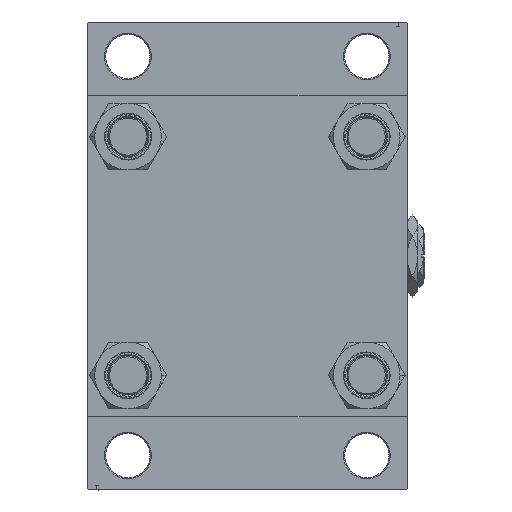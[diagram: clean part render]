
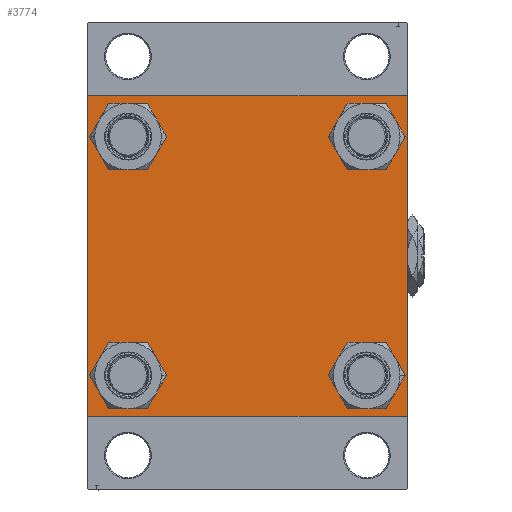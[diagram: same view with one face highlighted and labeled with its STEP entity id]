
A CAD part, left-side view. The second image highlights one B-rep face of the part: STEP entity #3774.
In plain terms, the highlighted planar face has unit normal (-1, 0, 0).
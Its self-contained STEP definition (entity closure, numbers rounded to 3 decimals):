
#659 = LINE ( 'NONE', #11746, #21126 ) ;
#721 = ORIENTED_EDGE ( 'NONE', *, *, #16050, .T. ) ;
#1072 = VERTEX_POINT ( 'NONE', #14423 ) ;
#1225 = CARTESIAN_POINT ( 'NONE',  ( 0., -48.45, -39.95 ) ) ;
#1289 = DIRECTION ( 'NONE',  ( 1., 0., 0. ) ) ;
#2435 = CARTESIAN_POINT ( 'NONE',  ( 0., 65., -64.5 ) ) ;
#2827 = AXIS2_PLACEMENT_3D ( 'NONE', #31746, #1289, #32492 ) ;
#3297 = ORIENTED_EDGE ( 'NONE', *, *, #10884, .T. ) ;
#3774 = ADVANCED_FACE ( 'NONE', ( #44988, #18032, #44735, #26071, #25822 ), #37918, .T. ) ;
#4054 = EDGE_CURVE ( 'NONE', #5720, #19988, #21500, .T. ) ;
#4475 = DIRECTION ( 'NONE',  ( 0., 0., 1. ) ) ;
#5256 = CARTESIAN_POINT ( 'NONE',  ( 0., -64.75, -64.75 ) ) ;
#5720 = VERTEX_POINT ( 'NONE', #47174 ) ;
#5869 = ORIENTED_EDGE ( 'NONE', *, *, #21614, .F. ) ;
#5889 = ORIENTED_EDGE ( 'NONE', *, *, #6771, .T. ) ;
#6303 = DIRECTION ( 'NONE',  ( 1., 0., 0. ) ) ;
#6371 = CARTESIAN_POINT ( 'NONE',  ( 0., 65., 65. ) ) ;
#6771 = EDGE_CURVE ( 'NONE', #37105, #20493, #16646, .T. ) ;
#7271 = CARTESIAN_POINT ( 'NONE',  ( 0., 48.45, 48.45 ) ) ;
#7297 = CARTESIAN_POINT ( 'NONE',  ( 0., 48.45, 56.95 ) ) ;
#7754 = EDGE_LOOP ( 'NONE', ( #14173, #41717 ) ) ;
#7831 = EDGE_LOOP ( 'NONE', ( #16921, #33717, #20312, #14096, #5869, #5889, #8620, #28467 ) ) ;
#8089 = EDGE_CURVE ( 'NONE', #44376, #29116, #21260, .T. ) ;
#8422 = EDGE_CURVE ( 'NONE', #11998, #1072, #23749, .T. ) ;
#8620 = ORIENTED_EDGE ( 'NONE', *, *, #18815, .F. ) ;
#8752 = VERTEX_POINT ( 'NONE', #20592 ) ;
#9323 = LINE ( 'NONE', #10326, #22094 ) ;
#9982 = CIRCLE ( 'NONE', #13193, 8.5 ) ;
#10326 = CARTESIAN_POINT ( 'NONE',  ( 0., 65., -65. ) ) ;
#10758 = CARTESIAN_POINT ( 'NONE',  ( 0., 48.45, 48.45 ) ) ;
#10884 = EDGE_CURVE ( 'NONE', #8752, #16608, #49570, .T. ) ;
#11352 = EDGE_CURVE ( 'NONE', #30045, #29412, #35898, .T. ) ;
#11746 = CARTESIAN_POINT ( 'NONE',  ( 0., -65., 65. ) ) ;
#11998 = VERTEX_POINT ( 'NONE', #34377 ) ;
#12473 = VECTOR ( 'NONE', #21726, 1000. ) ;
#12798 = ORIENTED_EDGE ( 'NONE', *, *, #20570, .T. ) ;
#13056 = DIRECTION ( 'NONE',  ( 0., -0.707, 0.707 ) ) ;
#13193 = AXIS2_PLACEMENT_3D ( 'NONE', #7271, #26643, #4475 ) ;
#13329 = VERTEX_POINT ( 'NONE', #35058 ) ;
#14096 = ORIENTED_EDGE ( 'NONE', *, *, #34858, .T. ) ;
#14173 = ORIENTED_EDGE ( 'NONE', *, *, #8422, .T. ) ;
#14306 = CARTESIAN_POINT ( 'NONE',  ( 0., -65., 64.5 ) ) ;
#14423 = CARTESIAN_POINT ( 'NONE',  ( 0., -48.45, 39.95 ) ) ;
#16050 = EDGE_CURVE ( 'NONE', #29116, #44376, #28850, .T. ) ;
#16053 = VERTEX_POINT ( 'NONE', #41060 ) ;
#16608 = VERTEX_POINT ( 'NONE', #7297 ) ;
#16646 = LINE ( 'NONE', #25175, #18822 ) ;
#16824 = ORIENTED_EDGE ( 'NONE', *, *, #25213, .T. ) ;
#16921 = ORIENTED_EDGE ( 'NONE', *, *, #4054, .T. ) ;
#18032 = FACE_BOUND ( 'NONE', #29758, .T. ) ;
#18226 = AXIS2_PLACEMENT_3D ( 'NONE', #27537, #27299, #39382 ) ;
#18561 = DIRECTION ( 'NONE',  ( 0., 0., 1. ) ) ;
#18815 = EDGE_CURVE ( 'NONE', #44912, #20493, #40890, .T. ) ;
#18822 = VECTOR ( 'NONE', #28463, 1000. ) ;
#19484 = AXIS2_PLACEMENT_3D ( 'NONE', #48328, #44812, #45568 ) ;
#19884 = EDGE_LOOP ( 'NONE', ( #16824, #3297 ) ) ;
#19988 = VERTEX_POINT ( 'NONE', #2435 ) ;
#20312 = ORIENTED_EDGE ( 'NONE', *, *, #29849, .T. ) ;
#20342 = LINE ( 'NONE', #5256, #26303 ) ;
#20493 = VERTEX_POINT ( 'NONE', #40044 ) ;
#20570 = EDGE_CURVE ( 'NONE', #29412, #30045, #46029, .T. ) ;
#20592 = CARTESIAN_POINT ( 'NONE',  ( 0., 48.45, 39.95 ) ) ;
#21126 = VECTOR ( 'NONE', #23321, 1000. ) ;
#21260 = CIRCLE ( 'NONE', #49427, 8.5 ) ;
#21327 = CARTESIAN_POINT ( 'NONE',  ( 0., -48.45, -56.95 ) ) ;
#21500 = LINE ( 'NONE', #25516, #26121 ) ;
#21614 = EDGE_CURVE ( 'NONE', #37105, #29853, #659, .T. ) ;
#21726 = DIRECTION ( 'NONE',  ( 0., -1., 0. ) ) ;
#22046 = DIRECTION ( 'NONE',  ( -1., 0., 0. ) ) ;
#22094 = VECTOR ( 'NONE', #25671, 1000. ) ;
#22896 = AXIS2_PLACEMENT_3D ( 'NONE', #49252, #22046, #34142 ) ;
#23321 = DIRECTION ( 'NONE',  ( 0., 0., -1. ) ) ;
#23592 = DIRECTION ( 'NONE',  ( 0., 0.707, -0.707 ) ) ;
#23749 = CIRCLE ( 'NONE', #2827, 8.5 ) ;
#25175 = CARTESIAN_POINT ( 'NONE',  ( 0., -64.75, 64.75 ) ) ;
#25213 = EDGE_CURVE ( 'NONE', #16608, #8752, #9982, .T. ) ;
#25516 = CARTESIAN_POINT ( 'NONE',  ( 0., 65., 65. ) ) ;
#25671 = DIRECTION ( 'NONE',  ( 0., -1., 0. ) ) ;
#25673 = DIRECTION ( 'NONE',  ( 0., 0., 1. ) ) ;
#25822 = FACE_OUTER_BOUND ( 'NONE', #7831, .T. ) ;
#26071 = FACE_BOUND ( 'NONE', #19884, .T. ) ;
#26101 = DIRECTION ( 'NONE',  ( 1., 0., 0. ) ) ;
#26121 = VECTOR ( 'NONE', #49633, 1000. ) ;
#26303 = VECTOR ( 'NONE', #13056, 1000. ) ;
#26415 = AXIS2_PLACEMENT_3D ( 'NONE', #32840, #40652, #44418 ) ;
#26643 = DIRECTION ( 'NONE',  ( 1., 0., 0. ) ) ;
#27080 = ORIENTED_EDGE ( 'NONE', *, *, #8089, .T. ) ;
#27299 = DIRECTION ( 'NONE',  ( 1., 0., 0. ) ) ;
#27537 = CARTESIAN_POINT ( 'NONE',  ( 0., -48.45, -48.45 ) ) ;
#27880 = LINE ( 'NONE', #35665, #33765 ) ;
#28025 = CIRCLE ( 'NONE', #26415, 8.5 ) ;
#28463 = DIRECTION ( 'NONE',  ( 0., 0.707, 0.707 ) ) ;
#28467 = ORIENTED_EDGE ( 'NONE', *, *, #40863, .T. ) ;
#28519 = DIRECTION ( 'NONE',  ( 0., 0., 1. ) ) ;
#28699 = CARTESIAN_POINT ( 'NONE',  ( 0., 48.45, -39.95 ) ) ;
#28850 = CIRCLE ( 'NONE', #48162, 8.5 ) ;
#29116 = VERTEX_POINT ( 'NONE', #28699 ) ;
#29192 = CARTESIAN_POINT ( 'NONE',  ( 0., 48.45, -48.45 ) ) ;
#29412 = VERTEX_POINT ( 'NONE', #21327 ) ;
#29758 = EDGE_LOOP ( 'NONE', ( #43130, #12798 ) ) ;
#29849 = EDGE_CURVE ( 'NONE', #13329, #16053, #9323, .T. ) ;
#29853 = VERTEX_POINT ( 'NONE', #44329 ) ;
#30045 = VERTEX_POINT ( 'NONE', #1225 ) ;
#31746 = CARTESIAN_POINT ( 'NONE',  ( 0., -48.45, 48.45 ) ) ;
#32449 = EDGE_LOOP ( 'NONE', ( #721, #27080 ) ) ;
#32492 = DIRECTION ( 'NONE',  ( 0., 0., 1. ) ) ;
#32804 = DIRECTION ( 'NONE',  ( 1., 0., 0. ) ) ;
#32840 = CARTESIAN_POINT ( 'NONE',  ( 0., -48.45, 48.45 ) ) ;
#33717 = ORIENTED_EDGE ( 'NONE', *, *, #38328, .T. ) ;
#33765 = VECTOR ( 'NONE', #23592, 1000. ) ;
#33931 = CARTESIAN_POINT ( 'NONE',  ( 0., 64.5, 65. ) ) ;
#34142 = DIRECTION ( 'NONE',  ( 0., 0., 1. ) ) ;
#34377 = CARTESIAN_POINT ( 'NONE',  ( 0., -48.45, 56.95 ) ) ;
#34858 = EDGE_CURVE ( 'NONE', #16053, #29853, #20342, .T. ) ;
#35058 = CARTESIAN_POINT ( 'NONE',  ( 0., 64.5, -65. ) ) ;
#35483 = DIRECTION ( 'NONE',  ( 0., -0.707, -0.707 ) ) ;
#35665 = CARTESIAN_POINT ( 'NONE',  ( 0., 64.75, 64.75 ) ) ;
#35898 = CIRCLE ( 'NONE', #18226, 8.5 ) ;
#37105 = VERTEX_POINT ( 'NONE', #14306 ) ;
#37165 = LINE ( 'NONE', #39779, #43323 ) ;
#37918 = PLANE ( 'NONE',  #22896 ) ;
#38328 = EDGE_CURVE ( 'NONE', #19988, #13329, #37165, .T. ) ;
#38597 = EDGE_CURVE ( 'NONE', #1072, #11998, #28025, .T. ) ;
#39382 = DIRECTION ( 'NONE',  ( 0., 0., 1. ) ) ;
#39779 = CARTESIAN_POINT ( 'NONE',  ( 0., 64.75, -64.75 ) ) ;
#39872 = CARTESIAN_POINT ( 'NONE',  ( 0., 48.45, -48.45 ) ) ;
#40044 = CARTESIAN_POINT ( 'NONE',  ( 0., -64.5, 65. ) ) ;
#40652 = DIRECTION ( 'NONE',  ( 1., 0., 0. ) ) ;
#40863 = EDGE_CURVE ( 'NONE', #44912, #5720, #27880, .T. ) ;
#40890 = LINE ( 'NONE', #6371, #12473 ) ;
#41060 = CARTESIAN_POINT ( 'NONE',  ( 0., -64.5, -65. ) ) ;
#41717 = ORIENTED_EDGE ( 'NONE', *, *, #38597, .T. ) ;
#43130 = ORIENTED_EDGE ( 'NONE', *, *, #11352, .T. ) ;
#43323 = VECTOR ( 'NONE', #35483, 1000. ) ;
#44329 = CARTESIAN_POINT ( 'NONE',  ( 0., -65., -64.5 ) ) ;
#44376 = VERTEX_POINT ( 'NONE', #46971 ) ;
#44418 = DIRECTION ( 'NONE',  ( 0., 0., 1. ) ) ;
#44735 = FACE_BOUND ( 'NONE', #32449, .T. ) ;
#44812 = DIRECTION ( 'NONE',  ( 1., 0., 0. ) ) ;
#44912 = VERTEX_POINT ( 'NONE', #33931 ) ;
#44988 = FACE_BOUND ( 'NONE', #7754, .T. ) ;
#45568 = DIRECTION ( 'NONE',  ( 0., 0., 1. ) ) ;
#46029 = CIRCLE ( 'NONE', #19484, 8.5 ) ;
#46971 = CARTESIAN_POINT ( 'NONE',  ( 0., 48.45, -56.95 ) ) ;
#47174 = CARTESIAN_POINT ( 'NONE',  ( 0., 65., 64.5 ) ) ;
#48162 = AXIS2_PLACEMENT_3D ( 'NONE', #29192, #6303, #25673 ) ;
#48328 = CARTESIAN_POINT ( 'NONE',  ( 0., -48.45, -48.45 ) ) ;
#48744 = AXIS2_PLACEMENT_3D ( 'NONE', #10758, #26101, #18561 ) ;
#49252 = CARTESIAN_POINT ( 'NONE',  ( 0., 0., 0. ) ) ;
#49427 = AXIS2_PLACEMENT_3D ( 'NONE', #39872, #32804, #28519 ) ;
#49570 = CIRCLE ( 'NONE', #48744, 8.5 ) ;
#49633 = DIRECTION ( 'NONE',  ( 0., 0., -1. ) ) ;
